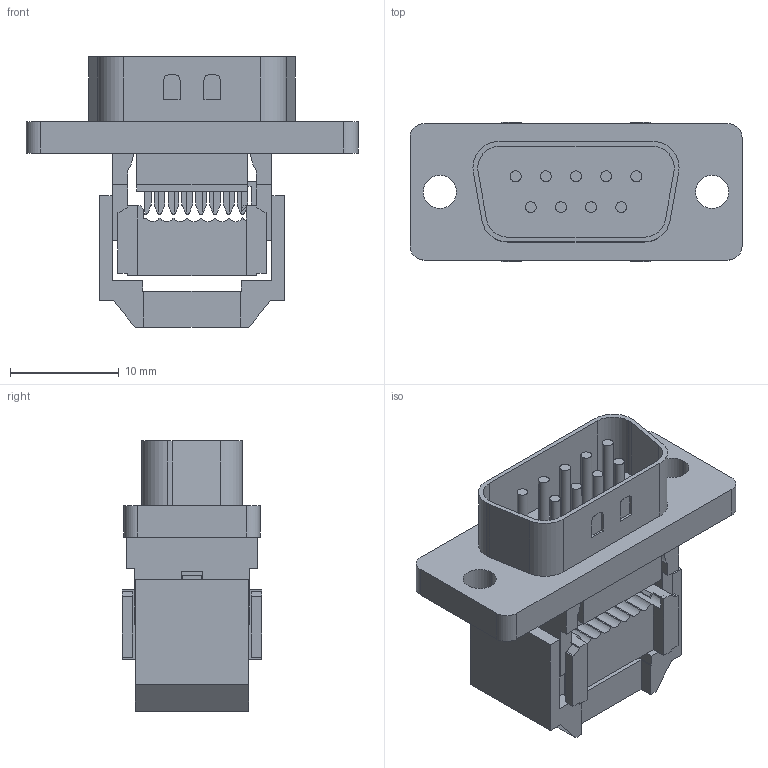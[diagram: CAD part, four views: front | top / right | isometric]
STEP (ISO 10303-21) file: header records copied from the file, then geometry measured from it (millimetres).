
FILE_DESCRIPTION(/* description */ ('Alibre Inc.'),/* implementation_level */ '2;1');
FILE_NAME(/* name */ 'export-AC91DEB0-47D8-44FF-8EFC-A05D71551BC1',/* time_stamp */ '2019-09-30T21:07:40+02:00',/* author */ (''),/* organization */ (''),/* preprocessor_version */ 'ST-DEVELOPER v17',/* originating_system */ 'Alibre',/* authorisation */ '');
FILE_SCHEMA (('AUTOMOTIVE_DESIGN'));
Length unit declared in the file: millimetre
Bounding box: 30.5 x 12.85 x 24.85 mm (x, y, z)
Volume: 3261.9 mm3; surface area: 4050.6 mm2
Topology: 3 solids, 3 shells, 441 faces, 1203 edges, 802 vertices
Faces by surface type: plane 349, cylinder 92
Entity records: 14079 total; most frequent: CARTESIAN_POINT 2452, ORIENTED_EDGE 2406, DIRECTION 1952, EDGE_CURVE 1203, VECTOR 999, LINE 999, VERTEX_POINT 802, AXIS2_PLACEMENT_3D 651
